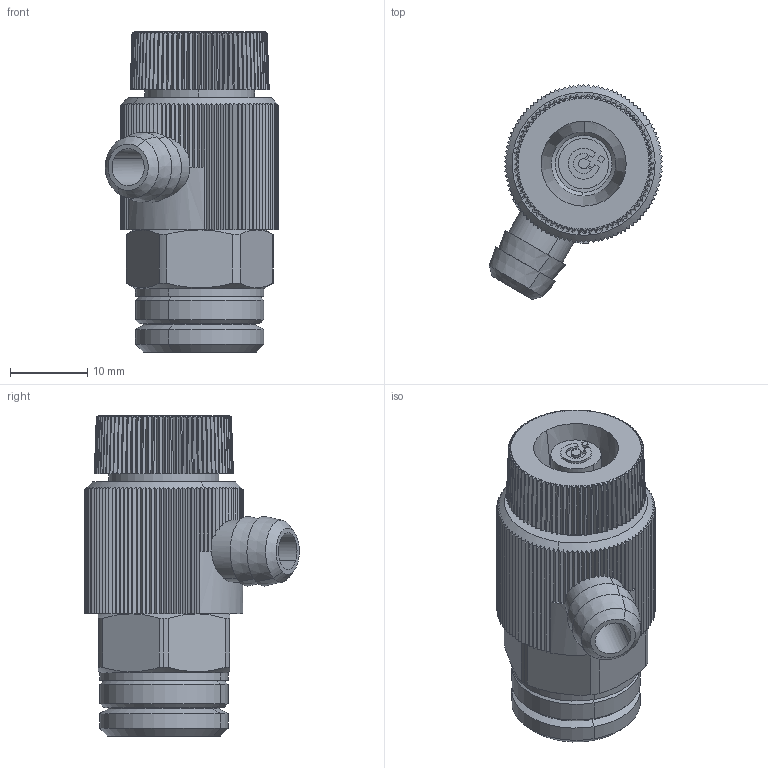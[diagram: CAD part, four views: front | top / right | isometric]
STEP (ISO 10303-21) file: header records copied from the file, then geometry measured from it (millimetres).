
FILE_DESCRIPTION(('CATIA V5 STEP Exchange','CAx-IF Rec.Pracs.--- Model Styling and Organization---1.2---2011-12-15'),'2;1');
FILE_NAME('337131 (STP).stp','2016-05-19T06:21:08+00:00',('none'),('none'),'CATIA Version 5-6 Release 2014 SP5','CATIA V5 STEP AP214','none');
FILE_SCHEMA(('AUTOMOTIVE_DESIGN { 1 0 10303 214 1 1 1 1 }'));
Length unit declared in the file: millimetre
Products named in the file (1): 337121 TST
Bounding box: 22.45 x 27.77 x 41.4 mm (x, y, z)
Volume: 10714.5 mm3; surface area: 5274.8 mm2
Topology: 1 solids, 3 shells, 651 faces, 1851 edges, 1224 vertices
Faces by surface type: plane 405, cone 120, torus 80, cylinder 46
Entity records: 22208 total; most frequent: CARTESIAN_POINT 7260, ORIENTED_EDGE 3702, DIRECTION 2144, EDGE_CURVE 1851, VERTEX_POINT 1223, VECTOR 892, LINE 892, AXIS2_PLACEMENT_3D 815
